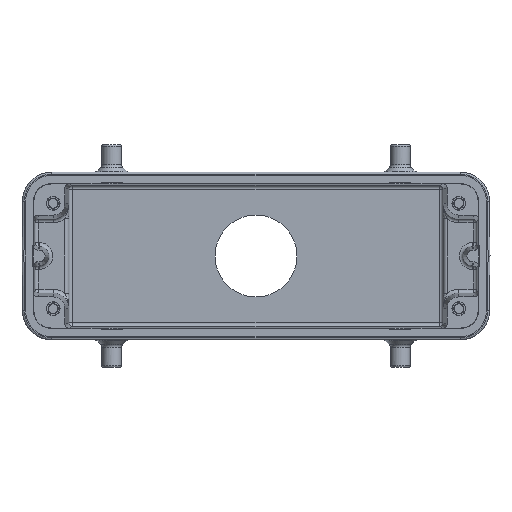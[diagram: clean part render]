
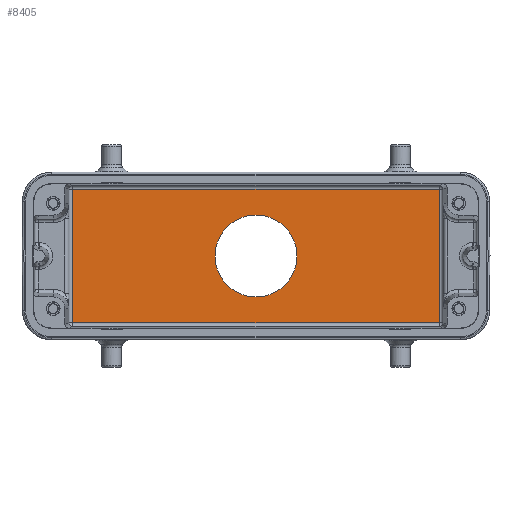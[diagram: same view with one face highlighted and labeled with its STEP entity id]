
A CAD part, front view. The second image highlights one B-rep face of the part: STEP entity #8405.
In plain terms, the highlighted planar face has unit normal (0, -1, 0).
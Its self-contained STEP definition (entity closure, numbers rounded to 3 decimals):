
#469=CARTESIAN_POINT('',(0.,52.,0.));
#470=DIRECTION('',(0.,-1.,0.));
#471=DIRECTION('',(1.,0.,0.));
#472=AXIS2_PLACEMENT_3D('',#469,#470,#471);
#474=CARTESIAN_POINT('',(0.,52.,0.));
#475=DIRECTION('',(0.,-1.,0.));
#476=DIRECTION('',(-1.,0.,0.));
#477=AXIS2_PLACEMENT_3D('',#474,#475,#476);
#479=DIRECTION('',(0.,0.,-1.));
#480=VECTOR('',#479,34.27);
#481=CARTESIAN_POINT('',(-47.,52.,17.135));
#482=LINE('',#481,#480);
#4253=DIRECTION('',(1.,0.,0.));
#4254=VECTOR('',#4253,94.);
#4255=CARTESIAN_POINT('',(-47.,52.,-17.135));
#4256=LINE('',#4255,#4254);
#4280=DIRECTION('',(0.,0.,1.));
#4281=VECTOR('',#4280,34.27);
#4282=CARTESIAN_POINT('',(47.,52.,-17.135));
#4283=LINE('',#4282,#4281);
#4303=DIRECTION('',(-1.,0.,0.));
#4304=VECTOR('',#4303,94.);
#4305=CARTESIAN_POINT('',(47.,52.,17.135));
#4306=LINE('',#4305,#4304);
#6242=CARTESIAN_POINT('',(-10.5,52.,0.));
#6243=VERTEX_POINT('',#6242);
#6244=CARTESIAN_POINT('',(10.5,52.,0.));
#6245=VERTEX_POINT('',#6244);
#6246=CARTESIAN_POINT('',(-47.,52.,17.135));
#6247=CARTESIAN_POINT('',(-47.,52.,-17.135));
#6248=VERTEX_POINT('',#6246);
#6249=VERTEX_POINT('',#6247);
#6250=CARTESIAN_POINT('',(47.,52.,17.135));
#6251=VERTEX_POINT('',#6250);
#6252=CARTESIAN_POINT('',(47.,52.,-17.135));
#6253=VERTEX_POINT('',#6252);
#8386=CARTESIAN_POINT('',(57.,52.,-18.5));
#8387=DIRECTION('',(0.,1.,0.));
#8388=DIRECTION('',(1.,0.,0.));
#8389=AXIS2_PLACEMENT_3D('',#8386,#8387,#8388);
#8390=PLANE('',#8389);
#8392=ORIENTED_EDGE('',*,*,#8391,.F.);
#8394=ORIENTED_EDGE('',*,*,#8393,.F.);
#8396=ORIENTED_EDGE('',*,*,#8395,.F.);
#8398=ORIENTED_EDGE('',*,*,#8397,.F.);
#8399=EDGE_LOOP('',(#8392,#8394,#8396,#8398));
#8400=FACE_OUTER_BOUND('',#8399,.F.);
#8401=ORIENTED_EDGE('',*,*,#8366,.T.);
#8402=ORIENTED_EDGE('',*,*,#8380,.T.);
#8403=EDGE_LOOP('',(#8401,#8402));
#8404=FACE_BOUND('',#8403,.F.);
#8405=ADVANCED_FACE('',(#8400,#8404),#8390,.F.);
#473=CIRCLE('',#472,10.5);
#478=CIRCLE('',#477,10.5);
#8366=EDGE_CURVE('',#6245,#6243,#473,.T.);
#8380=EDGE_CURVE('',#6243,#6245,#478,.T.);
#8391=EDGE_CURVE('',#6248,#6249,#482,.T.);
#8393=EDGE_CURVE('',#6251,#6248,#4306,.T.);
#8395=EDGE_CURVE('',#6253,#6251,#4283,.T.);
#8397=EDGE_CURVE('',#6249,#6253,#4256,.T.);
